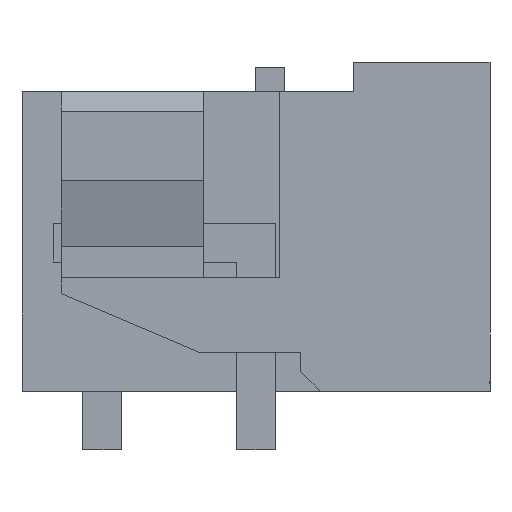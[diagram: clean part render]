
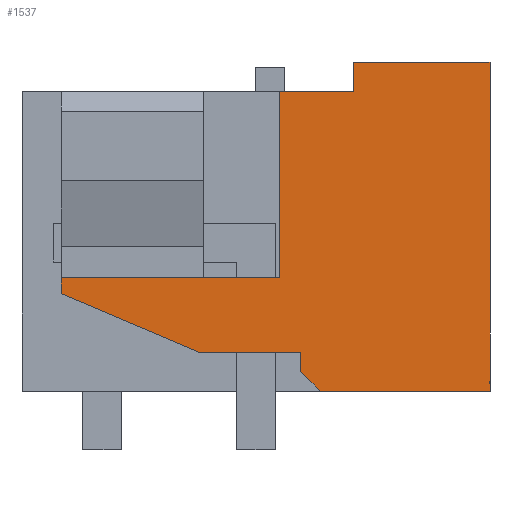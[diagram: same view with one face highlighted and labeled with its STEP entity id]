
A CAD part, left-side view. The second image highlights one B-rep face of the part: STEP entity #1537.
In plain terms, the highlighted planar face has unit normal (-1, 0, 0).
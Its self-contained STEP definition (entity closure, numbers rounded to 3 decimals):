
#1462=AXIS2_PLACEMENT_3D('Plane Axis2P3D',#1459,#1460,#1461) ;
#185=CARTESIAN_POINT('Vertex',(0.,5.4,9.18)) ;
#188=CARTESIAN_POINT('Line Origine',(0.,4.45,9.18)) ;
#192=CARTESIAN_POINT('Vertex',(0.,3.5,9.18)) ;
#1195=CARTESIAN_POINT('Line Origine',(0.,11.,4.205)) ;
#1199=CARTESIAN_POINT('Vertex',(0.,11.,4.41)) ;
#1201=CARTESIAN_POINT('Vertex',(0.,11.,4.001)) ;
#1443=CARTESIAN_POINT('Vertex',(0.,5.4,4.41)) ;
#1446=CARTESIAN_POINT('Line Origine',(0.,5.4,6.795)) ;
#1459=CARTESIAN_POINT('Axis2P3D Location',(0.,12.,0.)) ;
#1464=CARTESIAN_POINT('Line Origine',(0.,1.75,9.93)) ;
#1468=CARTESIAN_POINT('Vertex',(0.,0.,9.93)) ;
#1470=CARTESIAN_POINT('Vertex',(0.,3.5,9.93)) ;
#1473=CARTESIAN_POINT('Line Origine',(0.,3.5,9.555)) ;
#1478=CARTESIAN_POINT('Line Origine',(0.,8.2,4.41)) ;
#1483=CARTESIAN_POINT('Line Origine',(0.,9.232,3.252)) ;
#1487=CARTESIAN_POINT('Vertex',(0.,7.465,2.503)) ;
#1490=CARTESIAN_POINT('Line Origine',(0.,6.159,2.503)) ;
#1494=CARTESIAN_POINT('Vertex',(0.,4.854,2.503)) ;
#1497=CARTESIAN_POINT('Line Origine',(0.,4.854,2.251)) ;
#1501=CARTESIAN_POINT('Vertex',(0.,4.854,2.)) ;
#1504=CARTESIAN_POINT('Line Origine',(0.,4.604,1.75)) ;
#1508=CARTESIAN_POINT('Vertex',(0.,4.354,1.5)) ;
#1511=CARTESIAN_POINT('Line Origine',(0.,2.177,1.5)) ;
#1515=CARTESIAN_POINT('Vertex',(0.,0.,1.5)) ;
#1518=CARTESIAN_POINT('Line Origine',(0.,0.,5.715)) ;
#189=DIRECTION('Vector Direction',(0.,1.,0.)) ;
#1196=DIRECTION('Vector Direction',(0.,0.,1.)) ;
#1447=DIRECTION('Vector Direction',(0.,0.,-1.)) ;
#1460=DIRECTION('Axis2P3D Direction',(-1.,0.,0.)) ;
#1461=DIRECTION('Axis2P3D XDirection',(0.,-1.,0.)) ;
#1465=DIRECTION('Vector Direction',(0.,1.,0.)) ;
#1474=DIRECTION('Vector Direction',(0.,0.,1.)) ;
#1479=DIRECTION('Vector Direction',(0.,1.,0.)) ;
#1484=DIRECTION('Vector Direction',(0.,0.921,0.39)) ;
#1491=DIRECTION('Vector Direction',(0.,-1.,0.)) ;
#1498=DIRECTION('Vector Direction',(0.,0.,-1.)) ;
#1505=DIRECTION('Vector Direction',(0.,0.707,0.707)) ;
#1512=DIRECTION('Vector Direction',(0.,1.,0.)) ;
#1519=DIRECTION('Vector Direction',(0.,0.,-1.)) ;
#190=VECTOR('Line Direction',#189,1.) ;
#1197=VECTOR('Line Direction',#1196,1.) ;
#1448=VECTOR('Line Direction',#1447,1.) ;
#1466=VECTOR('Line Direction',#1465,1.) ;
#1475=VECTOR('Line Direction',#1474,1.) ;
#1480=VECTOR('Line Direction',#1479,1.) ;
#1485=VECTOR('Line Direction',#1484,1.) ;
#1492=VECTOR('Line Direction',#1491,1.) ;
#1499=VECTOR('Line Direction',#1498,1.) ;
#1506=VECTOR('Line Direction',#1505,1.) ;
#1513=VECTOR('Line Direction',#1512,1.) ;
#1520=VECTOR('Line Direction',#1519,1.) ;
#1524=ORIENTED_EDGE('',*,*,#1472,.T.) ;
#1525=ORIENTED_EDGE('',*,*,#1477,.T.) ;
#1526=ORIENTED_EDGE('',*,*,#194,.T.) ;
#1527=ORIENTED_EDGE('',*,*,#1450,.T.) ;
#1528=ORIENTED_EDGE('',*,*,#1482,.T.) ;
#1529=ORIENTED_EDGE('',*,*,#1203,.T.) ;
#1530=ORIENTED_EDGE('',*,*,#1489,.T.) ;
#1531=ORIENTED_EDGE('',*,*,#1496,.T.) ;
#1532=ORIENTED_EDGE('',*,*,#1503,.T.) ;
#1533=ORIENTED_EDGE('',*,*,#1510,.T.) ;
#1534=ORIENTED_EDGE('',*,*,#1517,.T.) ;
#1535=ORIENTED_EDGE('',*,*,#1522,.T.) ;
#1537=ADVANCED_FACE('HOUSING',(#1536),#1463,.T.) ;
#194=EDGE_CURVE('',#193,#186,#191,.T.) ;
#1203=EDGE_CURVE('',#1200,#1202,#1198,.F.) ;
#1450=EDGE_CURVE('',#186,#1444,#1449,.T.) ;
#1472=EDGE_CURVE('',#1469,#1471,#1467,.T.) ;
#1477=EDGE_CURVE('',#1471,#193,#1476,.F.) ;
#1482=EDGE_CURVE('',#1444,#1200,#1481,.T.) ;
#1489=EDGE_CURVE('',#1202,#1488,#1486,.F.) ;
#1496=EDGE_CURVE('',#1488,#1495,#1493,.T.) ;
#1503=EDGE_CURVE('',#1495,#1502,#1500,.T.) ;
#1510=EDGE_CURVE('',#1502,#1509,#1507,.F.) ;
#1517=EDGE_CURVE('',#1509,#1516,#1514,.F.) ;
#1522=EDGE_CURVE('',#1516,#1469,#1521,.F.) ;
#1523=EDGE_LOOP('',(#1524,#1525,#1526,#1527,#1528,#1529,#1530,#1531,#1532,#1533,#1534,#1535)) ;
#1536=FACE_OUTER_BOUND('',#1523,.T.) ;
#191=LINE('Line',#188,#190) ;
#1198=LINE('Line',#1195,#1197) ;
#1449=LINE('Line',#1446,#1448) ;
#1467=LINE('Line',#1464,#1466) ;
#1476=LINE('Line',#1473,#1475) ;
#1481=LINE('Line',#1478,#1480) ;
#1486=LINE('Line',#1483,#1485) ;
#1493=LINE('Line',#1490,#1492) ;
#1500=LINE('Line',#1497,#1499) ;
#1507=LINE('Line',#1504,#1506) ;
#1514=LINE('Line',#1511,#1513) ;
#1521=LINE('Line',#1518,#1520) ;
#1463=PLANE('',#1462) ;
#186=VERTEX_POINT('',#185) ;
#193=VERTEX_POINT('',#192) ;
#1200=VERTEX_POINT('',#1199) ;
#1202=VERTEX_POINT('',#1201) ;
#1444=VERTEX_POINT('',#1443) ;
#1469=VERTEX_POINT('',#1468) ;
#1471=VERTEX_POINT('',#1470) ;
#1488=VERTEX_POINT('',#1487) ;
#1495=VERTEX_POINT('',#1494) ;
#1502=VERTEX_POINT('',#1501) ;
#1509=VERTEX_POINT('',#1508) ;
#1516=VERTEX_POINT('',#1515) ;
